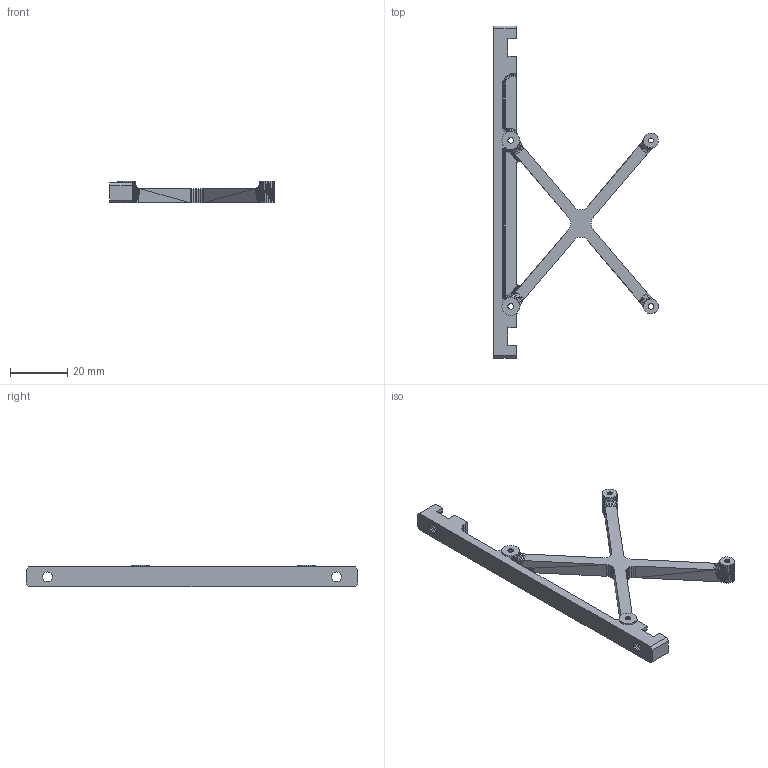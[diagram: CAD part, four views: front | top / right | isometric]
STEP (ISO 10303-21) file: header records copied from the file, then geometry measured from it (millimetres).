
FILE_DESCRIPTION(('FreeCAD Model'),'2;1');
FILE_NAME('./VORON-0/STLs/V0_Crew_Mods/RPi_Frame_x1.step', '2020-04-30T21:53:16',('FreeCAD'),('FreeCAD'), 'Open CASCADE STEP processor 7.3','FreeCAD','Unknown');
FILE_SCHEMA(('AUTOMOTIVE_DESIGN { 1 0 10303 214 1 1 1 1 }'));
Length unit declared in the file: millimetre
Products named in the file (1): Open CASCADE STEP translator 7.3 1
Bounding box: 57.6 x 116 x 7.6 mm (x, y, z)
Surface area: 6578.8 mm2 (no closed solid volume)
Topology: 0 solids, 1 shells, 1776 faces, 3187 edges, 1412 vertices
Faces by surface type: plane 1776
Entity records: 39385 total; most frequent: DIRECTION 6741, CARTESIAN_POINT 6376, ORIENTED_EDGE 6374, EDGE_CURVE 3187, LINE 3187, VECTOR 3187, FACE_BOUND 1789, EDGE_LOOP 1789
